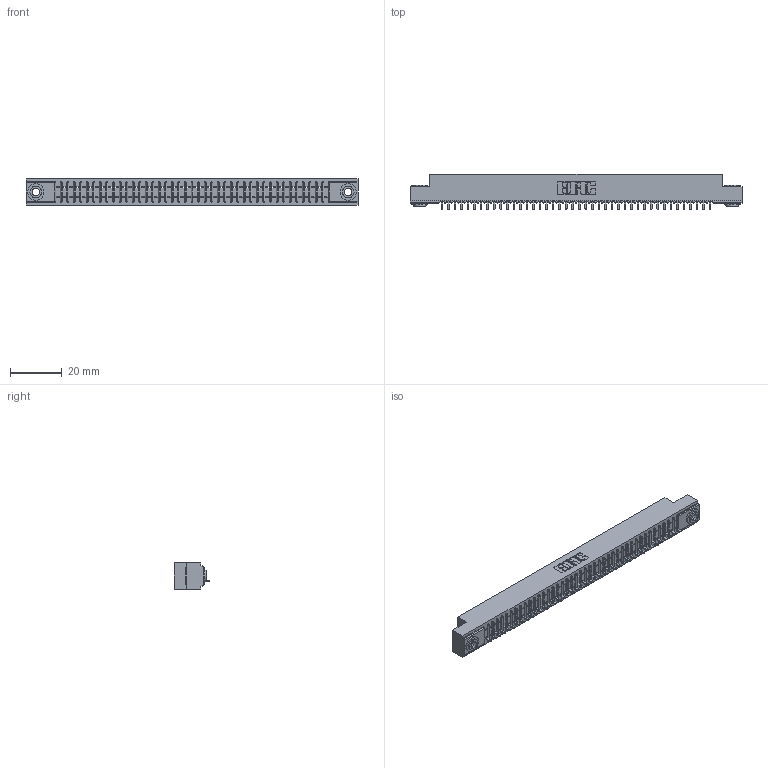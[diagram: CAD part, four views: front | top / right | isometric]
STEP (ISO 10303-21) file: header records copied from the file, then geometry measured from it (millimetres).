
FILE_DESCRIPTION (( 'STEP AP203' ), '1' );
FILE_NAME ('391-042-524-103.STEP', '2018-08-09T01:45:38', ( '' ), ( '' ), 'SwSTEP 2.0', 'SolidWorks 2016', '' );
FILE_SCHEMA (( 'CONFIG_CONTROL_DESIGN' ));
Length unit declared in the file: inch
Products named in the file (4): 341 Part_.156 (3.96) Dia Mounting Holes; 341-292-001_341-292-124; 345-250-002_345-250-002-102; 391-042-524-103
Assembly tree (45 placements, depth 2):
  391-042-524-103
    341 Part_.156 (3.96) Dia Mounting Holes
    341-292-001_341-292-124  x42
    345-250-002_345-250-002-102  x2
Bounding box: 128.91 x 13.64 x 10.16 mm (x, y, z)
Volume: 9215.8 mm3; surface area: 14431 mm2
Topology: 45 solids, 45 shells, 3612 faces, 10382 edges, 6662 vertices
Faces by surface type: plane 2234, cylinder 1202, sphere 86, torus 82, cone 8
Entity records: 50550 total; most frequent: CARTESIAN_POINT 8565, ORIENTED_EDGE 8544, DIRECTION 8284, EDGE_CURVE 4272, LINE 3442, VECTOR 3442, VERTEX_POINT 2702, AXIS2_PLACEMENT_3D 2421
